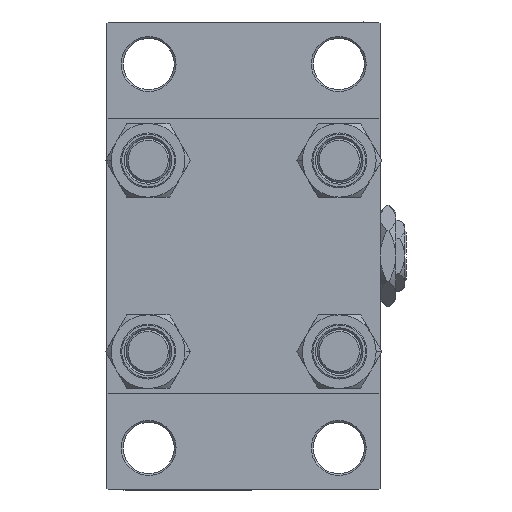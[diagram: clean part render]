
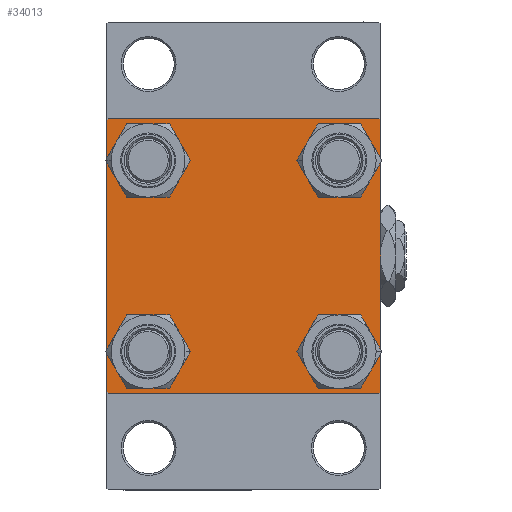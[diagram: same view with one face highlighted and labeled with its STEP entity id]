
A CAD part, left-side view. The second image highlights one B-rep face of the part: STEP entity #34013.
In plain terms, the highlighted planar face has unit normal (-1, 0, 0).
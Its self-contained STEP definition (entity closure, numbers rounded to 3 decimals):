
#909 = AXIS2_PLACEMENT_3D ( 'NONE', #31954, #28700, #40248 ) ;
#1116 = EDGE_CURVE ( 'NONE', #28669, #11537, #7342, .T. ) ;
#2781 = CARTESIAN_POINT ( 'NONE',  ( 0., 37.5, 37.5 ) ) ;
#2786 = CARTESIAN_POINT ( 'NONE',  ( 0., 26.15, -19.65 ) ) ;
#2990 = CARTESIAN_POINT ( 'NONE',  ( 0., 0., 0. ) ) ;
#3022 = CARTESIAN_POINT ( 'NONE',  ( 0., 26.15, -32.65 ) ) ;
#3098 = VERTEX_POINT ( 'NONE', #45049 ) ;
#3495 = CARTESIAN_POINT ( 'NONE',  ( 0., 37., 37.5 ) ) ;
#3734 = DIRECTION ( 'NONE',  ( 0., 0., 1. ) ) ;
#3965 = LINE ( 'NONE', #26863, #43054 ) ;
#4004 = VECTOR ( 'NONE', #11968, 1000. ) ;
#4118 = EDGE_CURVE ( 'NONE', #6547, #3098, #28617, .T. ) ;
#5683 = ORIENTED_EDGE ( 'NONE', *, *, #43937, .T. ) ;
#6547 = VERTEX_POINT ( 'NONE', #38084 ) ;
#7058 = VERTEX_POINT ( 'NONE', #2786 ) ;
#7342 = CIRCLE ( 'NONE', #20998, 6.5 ) ;
#7751 = CIRCLE ( 'NONE', #35869, 6.5 ) ;
#7910 = CIRCLE ( 'NONE', #31213, 6.5 ) ;
#8495 = CARTESIAN_POINT ( 'NONE',  ( 0., 26.15, 32.65 ) ) ;
#9166 = ORIENTED_EDGE ( 'NONE', *, *, #4118, .T. ) ;
#9548 = EDGE_LOOP ( 'NONE', ( #17473, #9166, #25486, #5683, #30543, #12142, #36757, #19301 ) ) ;
#9931 = CARTESIAN_POINT ( 'NONE',  ( 0., -37.5, 37. ) ) ;
#10016 = FACE_BOUND ( 'NONE', #35656, .T. ) ;
#10748 = EDGE_CURVE ( 'NONE', #7058, #38256, #7910, .T. ) ;
#10891 = AXIS2_PLACEMENT_3D ( 'NONE', #40457, #22098, #33157 ) ;
#11537 = VERTEX_POINT ( 'NONE', #42150 ) ;
#11611 = AXIS2_PLACEMENT_3D ( 'NONE', #20985, #16706, #33039 ) ;
#11968 = DIRECTION ( 'NONE',  ( 0., -1., 0. ) ) ;
#12142 = ORIENTED_EDGE ( 'NONE', *, *, #17231, .T. ) ;
#12514 = DIRECTION ( 'NONE',  ( 1., 0., 0. ) ) ;
#12708 = EDGE_LOOP ( 'NONE', ( #48142, #41456 ) ) ;
#12822 = VERTEX_POINT ( 'NONE', #48363 ) ;
#13411 = EDGE_CURVE ( 'NONE', #3098, #41800, #19289, .T. ) ;
#13469 = LINE ( 'NONE', #31386, #16571 ) ;
#13517 = CARTESIAN_POINT ( 'NONE',  ( 0., -26.15, -26.15 ) ) ;
#13905 = ORIENTED_EDGE ( 'NONE', *, *, #21046, .T. ) ;
#14549 = VERTEX_POINT ( 'NONE', #26255 ) ;
#14623 = CARTESIAN_POINT ( 'NONE',  ( 0., -26.15, -19.65 ) ) ;
#15274 = LINE ( 'NONE', #49741, #42949 ) ;
#15520 = DIRECTION ( 'NONE',  ( 0., -0.707, 0.707 ) ) ;
#15583 = CARTESIAN_POINT ( 'NONE',  ( 0., 26.15, -26.15 ) ) ;
#16571 = VECTOR ( 'NONE', #42467, 1000. ) ;
#16706 = DIRECTION ( 'NONE',  ( 1., 0., 0. ) ) ;
#16894 = EDGE_CURVE ( 'NONE', #29827, #43592, #41881, .T. ) ;
#17079 = DIRECTION ( 'NONE',  ( 0., 0., 1. ) ) ;
#17231 = EDGE_CURVE ( 'NONE', #30392, #44956, #39366, .T. ) ;
#17473 = ORIENTED_EDGE ( 'NONE', *, *, #47788, .T. ) ;
#18070 = FACE_BOUND ( 'NONE', #26195, .T. ) ;
#18266 = ORIENTED_EDGE ( 'NONE', *, *, #30856, .T. ) ;
#18319 = ORIENTED_EDGE ( 'NONE', *, *, #40475, .T. ) ;
#18938 = CIRCLE ( 'NONE', #23854, 6.5 ) ;
#19221 = CARTESIAN_POINT ( 'NONE',  ( 0., -37.5, 37.5 ) ) ;
#19289 = LINE ( 'NONE', #46431, #4004 ) ;
#19301 = ORIENTED_EDGE ( 'NONE', *, *, #47962, .T. ) ;
#19614 = VECTOR ( 'NONE', #45135, 1000. ) ;
#20260 = CARTESIAN_POINT ( 'NONE',  ( 0., -37.25, 37.25 ) ) ;
#20558 = CIRCLE ( 'NONE', #10891, 6.5 ) ;
#20614 = DIRECTION ( 'NONE',  ( 1., 0., 0. ) ) ;
#20758 = ORIENTED_EDGE ( 'NONE', *, *, #1116, .T. ) ;
#20985 = CARTESIAN_POINT ( 'NONE',  ( 0., -26.15, 26.15 ) ) ;
#20998 = AXIS2_PLACEMENT_3D ( 'NONE', #22407, #48311, #25455 ) ;
#21046 = EDGE_CURVE ( 'NONE', #11537, #28669, #21812, .T. ) ;
#21812 = CIRCLE ( 'NONE', #27443, 6.5 ) ;
#22079 = CIRCLE ( 'NONE', #11611, 6.5 ) ;
#22098 = DIRECTION ( 'NONE',  ( 1., 0., 0. ) ) ;
#22347 = FACE_BOUND ( 'NONE', #12708, .T. ) ;
#22407 = CARTESIAN_POINT ( 'NONE',  ( 0., -26.15, -26.15 ) ) ;
#23854 = AXIS2_PLACEMENT_3D ( 'NONE', #15583, #20614, #17079 ) ;
#23889 = CARTESIAN_POINT ( 'NONE',  ( 0., 26.15, 19.65 ) ) ;
#24082 = CARTESIAN_POINT ( 'NONE',  ( 0., -37., 37.5 ) ) ;
#24605 = DIRECTION ( 'NONE',  ( 0., 0., 1. ) ) ;
#25455 = DIRECTION ( 'NONE',  ( 0., 0., 1. ) ) ;
#25486 = ORIENTED_EDGE ( 'NONE', *, *, #13411, .T. ) ;
#25733 = DIRECTION ( 'NONE',  ( 0., 0., 1. ) ) ;
#26195 = EDGE_LOOP ( 'NONE', ( #35031, #18319 ) ) ;
#26255 = CARTESIAN_POINT ( 'NONE',  ( 0., 37.5, 37. ) ) ;
#26296 = LINE ( 'NONE', #19221, #19614 ) ;
#26396 = CARTESIAN_POINT ( 'NONE',  ( 0., -26.15, 26.15 ) ) ;
#26566 = VERTEX_POINT ( 'NONE', #42695 ) ;
#26863 = CARTESIAN_POINT ( 'NONE',  ( 0., 37.5, 37.5 ) ) ;
#27180 = EDGE_CURVE ( 'NONE', #30392, #36123, #26296, .T. ) ;
#27443 = AXIS2_PLACEMENT_3D ( 'NONE', #13517, #12514, #24605 ) ;
#28617 = LINE ( 'NONE', #47465, #39538 ) ;
#28669 = VERTEX_POINT ( 'NONE', #14623 ) ;
#28700 = DIRECTION ( 'NONE',  ( 1., 0., 0. ) ) ;
#28915 = VERTEX_POINT ( 'NONE', #3495 ) ;
#29245 = DIRECTION ( 'NONE',  ( 1., 0., 0. ) ) ;
#29827 = VERTEX_POINT ( 'NONE', #8495 ) ;
#30392 = VERTEX_POINT ( 'NONE', #9931 ) ;
#30398 = DIRECTION ( 'NONE',  ( 1., 0., 0. ) ) ;
#30543 = ORIENTED_EDGE ( 'NONE', *, *, #27180, .F. ) ;
#30856 = EDGE_CURVE ( 'NONE', #43592, #29827, #20558, .T. ) ;
#31213 = AXIS2_PLACEMENT_3D ( 'NONE', #37271, #29245, #25733 ) ;
#31386 = CARTESIAN_POINT ( 'NONE',  ( 0., 37.25, 37.25 ) ) ;
#31585 = EDGE_LOOP ( 'NONE', ( #20758, #13905 ) ) ;
#31954 = CARTESIAN_POINT ( 'NONE',  ( 0., 26.15, 26.15 ) ) ;
#32957 = DIRECTION ( 'NONE',  ( 0., 0., -1. ) ) ;
#33039 = DIRECTION ( 'NONE',  ( 0., 0., 1. ) ) ;
#33157 = DIRECTION ( 'NONE',  ( 0., 0., 1. ) ) ;
#33415 = FACE_OUTER_BOUND ( 'NONE', #9548, .T. ) ;
#33854 = EDGE_CURVE ( 'NONE', #38256, #7058, #18938, .T. ) ;
#34013 = ADVANCED_FACE ( 'NONE', ( #18070, #44477, #22347, #10016, #33415 ), #48997, .T. ) ;
#34468 = ORIENTED_EDGE ( 'NONE', *, *, #16894, .T. ) ;
#35031 = ORIENTED_EDGE ( 'NONE', *, *, #37342, .T. ) ;
#35101 = EDGE_CURVE ( 'NONE', #28915, #44956, #3965, .T. ) ;
#35592 = DIRECTION ( 'NONE',  ( 0., 0.707, 0.707 ) ) ;
#35656 = EDGE_LOOP ( 'NONE', ( #34468, #18266 ) ) ;
#35869 = AXIS2_PLACEMENT_3D ( 'NONE', #26396, #30398, #3734 ) ;
#36123 = VERTEX_POINT ( 'NONE', #41956 ) ;
#36757 = ORIENTED_EDGE ( 'NONE', *, *, #35101, .F. ) ;
#37271 = CARTESIAN_POINT ( 'NONE',  ( 0., 26.15, -26.15 ) ) ;
#37342 = EDGE_CURVE ( 'NONE', #12822, #26566, #7751, .T. ) ;
#38084 = CARTESIAN_POINT ( 'NONE',  ( 0., 37.5, -37. ) ) ;
#38256 = VERTEX_POINT ( 'NONE', #3022 ) ;
#39366 = LINE ( 'NONE', #20260, #48273 ) ;
#39538 = VECTOR ( 'NONE', #47715, 1000. ) ;
#40248 = DIRECTION ( 'NONE',  ( 0., 0., 1. ) ) ;
#40457 = CARTESIAN_POINT ( 'NONE',  ( 0., 26.15, 26.15 ) ) ;
#40475 = EDGE_CURVE ( 'NONE', #26566, #12822, #22079, .T. ) ;
#41456 = ORIENTED_EDGE ( 'NONE', *, *, #33854, .T. ) ;
#41800 = VERTEX_POINT ( 'NONE', #45781 ) ;
#41881 = CIRCLE ( 'NONE', #909, 6.5 ) ;
#41956 = CARTESIAN_POINT ( 'NONE',  ( 0., -37.5, -37. ) ) ;
#42150 = CARTESIAN_POINT ( 'NONE',  ( 0., -26.15, -32.65 ) ) ;
#42190 = DIRECTION ( 'NONE',  ( 0., -1., 0. ) ) ;
#42467 = DIRECTION ( 'NONE',  ( 0., 0.707, -0.707 ) ) ;
#42695 = CARTESIAN_POINT ( 'NONE',  ( 0., -26.15, 19.65 ) ) ;
#42949 = VECTOR ( 'NONE', #15520, 1000. ) ;
#43054 = VECTOR ( 'NONE', #42190, 1000. ) ;
#43592 = VERTEX_POINT ( 'NONE', #23889 ) ;
#43937 = EDGE_CURVE ( 'NONE', #41800, #36123, #15274, .T. ) ;
#44477 = FACE_BOUND ( 'NONE', #31585, .T. ) ;
#44956 = VERTEX_POINT ( 'NONE', #24082 ) ;
#44971 = DIRECTION ( 'NONE',  ( 0., 0., 1. ) ) ;
#45049 = CARTESIAN_POINT ( 'NONE',  ( 0., 37., -37.5 ) ) ;
#45135 = DIRECTION ( 'NONE',  ( 0., 0., -1. ) ) ;
#45540 = AXIS2_PLACEMENT_3D ( 'NONE', #2990, #48757, #44971 ) ;
#45781 = CARTESIAN_POINT ( 'NONE',  ( 0., -37., -37.5 ) ) ;
#46431 = CARTESIAN_POINT ( 'NONE',  ( 0., 37.5, -37.5 ) ) ;
#47465 = CARTESIAN_POINT ( 'NONE',  ( 0., 37.25, -37.25 ) ) ;
#47715 = DIRECTION ( 'NONE',  ( 0., -0.707, -0.707 ) ) ;
#47788 = EDGE_CURVE ( 'NONE', #14549, #6547, #48548, .T. ) ;
#47915 = VECTOR ( 'NONE', #32957, 1000. ) ;
#47962 = EDGE_CURVE ( 'NONE', #28915, #14549, #13469, .T. ) ;
#48142 = ORIENTED_EDGE ( 'NONE', *, *, #10748, .T. ) ;
#48273 = VECTOR ( 'NONE', #35592, 1000. ) ;
#48311 = DIRECTION ( 'NONE',  ( 1., 0., 0. ) ) ;
#48363 = CARTESIAN_POINT ( 'NONE',  ( 0., -26.15, 32.65 ) ) ;
#48548 = LINE ( 'NONE', #2781, #47915 ) ;
#48757 = DIRECTION ( 'NONE',  ( -1., 0., 0. ) ) ;
#48997 = PLANE ( 'NONE',  #45540 ) ;
#49741 = CARTESIAN_POINT ( 'NONE',  ( 0., -37.25, -37.25 ) ) ;
